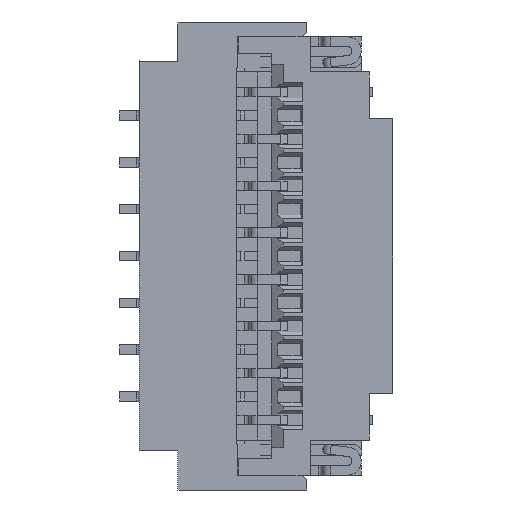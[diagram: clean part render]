
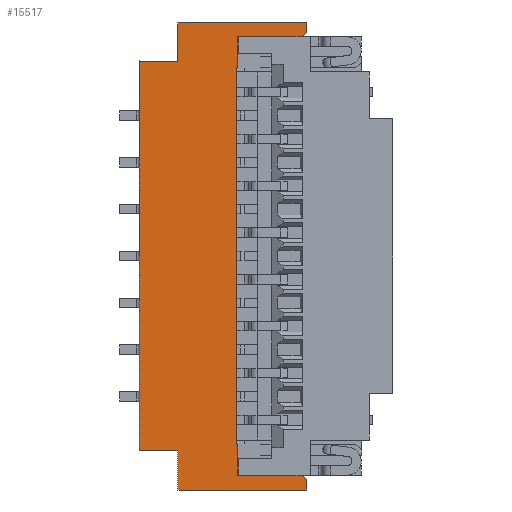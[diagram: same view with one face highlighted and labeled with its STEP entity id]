
A CAD part, front view. The second image highlights one B-rep face of the part: STEP entity #15517.
In plain terms, the highlighted planar face has unit normal (0, -1, 0).
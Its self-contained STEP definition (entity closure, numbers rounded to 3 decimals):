
#1359=FACE_OUTER_BOUND('',#2113,.T.);
#2113=EDGE_LOOP('',(#13565,#13566,#13567,#13568,#13569,#13570,#13571,#13572,
#13573,#13574,#13575,#13576,#13577,#13578,#13579,#13580,#13581,#13582));
#2270=LINE('',#20542,#4263);
#3005=LINE('',#22137,#4998);
#3020=LINE('',#22172,#5013);
#3027=LINE('',#22190,#5020);
#3033=LINE('',#22202,#5026);
#3043=LINE('',#22223,#5036);
#3070=LINE('',#22276,#5063);
#3071=LINE('',#22281,#5064);
#3294=LINE('',#22755,#5287);
#3476=LINE('',#23184,#5469);
#3633=LINE('',#23533,#5626);
#3707=LINE('',#23678,#5700);
#3716=LINE('',#23695,#5709);
#3920=LINE('',#24128,#5913);
#3999=LINE('',#24346,#5992);
#4001=LINE('',#24349,#5994);
#4003=LINE('',#24356,#5996);
#4004=LINE('',#24357,#5997);
#4263=VECTOR('',#16643,1.);
#4998=VECTOR('',#17860,1.);
#5013=VECTOR('',#17895,1.);
#5020=VECTOR('',#17916,1.);
#5026=VECTOR('',#17928,1.);
#5036=VECTOR('',#17954,1.);
#5063=VECTOR('',#18015,1.);
#5064=VECTOR('',#18022,1.);
#5287=VECTOR('',#18439,1.);
#5469=VECTOR('',#18863,1.);
#5626=VECTOR('',#19152,1.);
#5700=VECTOR('',#19252,1.);
#5709=VECTOR('',#19269,1.);
#5913=VECTOR('',#19725,1.);
#5992=VECTOR('',#19928,1.);
#5994=VECTOR('',#19932,1.);
#5996=VECTOR('',#19942,1.);
#5997=VECTOR('',#19943,1.);
#6255=VERTEX_POINT('',#20540);
#6256=VERTEX_POINT('',#20541);
#6861=VERTEX_POINT('',#22134);
#6862=VERTEX_POINT('',#22136);
#6872=VERTEX_POINT('',#22170);
#6878=VERTEX_POINT('',#22199);
#6879=VERTEX_POINT('',#22201);
#6882=VERTEX_POINT('',#22222);
#6892=VERTEX_POINT('',#22280);
#7046=VERTEX_POINT('',#22753);
#7171=VERTEX_POINT('',#23181);
#7172=VERTEX_POINT('',#23183);
#7298=VERTEX_POINT('',#23532);
#7353=VERTEX_POINT('',#23671);
#7356=VERTEX_POINT('',#23676);
#7463=VERTEX_POINT('',#24126);
#7527=VERTEX_POINT('',#24345);
#7528=VERTEX_POINT('',#24355);
#7704=EDGE_CURVE('',#6255,#6256,#2270,.T.);
#8504=EDGE_CURVE('',#6861,#6862,#3005,.T.);
#8521=EDGE_CURVE('',#6872,#6861,#3020,.T.);
#8530=EDGE_CURVE('',#6872,#6256,#3027,.T.);
#8536=EDGE_CURVE('',#6878,#6879,#3033,.T.);
#8547=EDGE_CURVE('',#6882,#6878,#3043,.T.);
#8575=EDGE_CURVE('',#6879,#6255,#3070,.T.);
#8576=EDGE_CURVE('',#6892,#6862,#3071,.T.);
#8815=EDGE_CURVE('',#7046,#6882,#3294,.T.);
#9027=EDGE_CURVE('',#7172,#7171,#3476,.T.);
#9202=EDGE_CURVE('',#7298,#6892,#3633,.T.);
#9276=EDGE_CURVE('',#7353,#7356,#3707,.T.);
#9285=EDGE_CURVE('',#7298,#7171,#3716,.T.);
#9501=EDGE_CURVE('',#7356,#7463,#3920,.T.);
#9605=EDGE_CURVE('',#7527,#7172,#3999,.T.);
#9607=EDGE_CURVE('',#7527,#7463,#4001,.T.);
#9609=EDGE_CURVE('',#7046,#7528,#4003,.T.);
#9610=EDGE_CURVE('',#7528,#7353,#4004,.T.);
#13565=ORIENTED_EDGE('',*,*,#9609,.T.);
#13566=ORIENTED_EDGE('',*,*,#9610,.T.);
#13567=ORIENTED_EDGE('',*,*,#9276,.T.);
#13568=ORIENTED_EDGE('',*,*,#9501,.T.);
#13569=ORIENTED_EDGE('',*,*,#9607,.F.);
#13570=ORIENTED_EDGE('',*,*,#9605,.T.);
#13571=ORIENTED_EDGE('',*,*,#9027,.T.);
#13572=ORIENTED_EDGE('',*,*,#9285,.F.);
#13573=ORIENTED_EDGE('',*,*,#9202,.T.);
#13574=ORIENTED_EDGE('',*,*,#8576,.T.);
#13575=ORIENTED_EDGE('',*,*,#8504,.F.);
#13576=ORIENTED_EDGE('',*,*,#8521,.F.);
#13577=ORIENTED_EDGE('',*,*,#8530,.T.);
#13578=ORIENTED_EDGE('',*,*,#7704,.F.);
#13579=ORIENTED_EDGE('',*,*,#8575,.F.);
#13580=ORIENTED_EDGE('',*,*,#8536,.F.);
#13581=ORIENTED_EDGE('',*,*,#8547,.F.);
#13582=ORIENTED_EDGE('',*,*,#8815,.F.);
#14795=PLANE('',#16443);
#15517=ADVANCED_FACE('',(#1359),#14795,.T.);
#16443=AXIS2_PLACEMENT_3D('',#24354,#19940,#19941);
#16643=DIRECTION('',(0.,0.,-1.));
#17860=DIRECTION('',(0.,0.,-1.));
#17895=DIRECTION('',(-1.,0.,0.));
#17916=DIRECTION('',(0.707,0.,0.707));
#17928=DIRECTION('',(0.,0.,1.));
#17954=DIRECTION('',(1.,0.,0.));
#18015=DIRECTION('',(1.,0.,0.));
#18022=DIRECTION('',(1.,0.,0.));
#18439=DIRECTION('',(0.,0.,1.));
#18863=DIRECTION('',(0.,0.,1.));
#19152=DIRECTION('',(0.,0.,1.));
#19252=DIRECTION('',(1.,0.,0.));
#19269=DIRECTION('',(1.,0.,0.));
#19725=DIRECTION('',(0.,0.,1.));
#19928=DIRECTION('',(-1.,0.,0.));
#19932=DIRECTION('',(0.707,0.,-0.707));
#19940=DIRECTION('center_axis',(0.,-1.,0.));
#19941=DIRECTION('ref_axis',(1.,0.,0.));
#19942=DIRECTION('',(1.,0.,0.));
#19943=DIRECTION('',(0.,0.,-1.));
#20540=CARTESIAN_POINT('',(2.982,-2.508,18.928));
#20541=CARTESIAN_POINT('',(2.982,-2.508,18.798));
#20542=CARTESIAN_POINT('',(2.982,-2.508,16.755));
#22134=CARTESIAN_POINT('',(2.099,-2.508,18.738));
#22136=CARTESIAN_POINT('',(2.099,-2.508,18.343));
#22137=CARTESIAN_POINT('',(2.099,-2.508,16.755));
#22170=CARTESIAN_POINT('',(2.922,-2.508,18.738));
#22172=CARTESIAN_POINT('',(3.682,-2.508,18.738));
#22190=CARTESIAN_POINT('',(3.682,-2.508,19.498));
#22199=CARTESIAN_POINT('',(1.332,-2.508,18.428));
#22201=CARTESIAN_POINT('',(1.332,-2.508,18.928));
#22202=CARTESIAN_POINT('',(1.332,-2.508,16.755));
#22222=CARTESIAN_POINT('',(0.832,-2.508,18.428));
#22223=CARTESIAN_POINT('',(3.682,-2.508,18.428));
#22276=CARTESIAN_POINT('',(3.682,-2.508,18.928));
#22280=CARTESIAN_POINT('',(2.082,-2.508,18.343));
#22281=CARTESIAN_POINT('',(3.682,-2.508,18.343));
#22753=CARTESIAN_POINT('',(0.832,-2.508,13.428));
#22755=CARTESIAN_POINT('',(0.832,-2.508,10.755));
#23181=CARTESIAN_POINT('',(2.099,-2.508,13.513));
#23183=CARTESIAN_POINT('',(2.099,-2.508,13.118));
#23184=CARTESIAN_POINT('',(2.099,-2.508,15.1));
#23532=CARTESIAN_POINT('',(2.082,-2.508,13.513));
#23533=CARTESIAN_POINT('',(2.082,-2.508,19.9));
#23671=CARTESIAN_POINT('',(1.332,-2.508,12.928));
#23676=CARTESIAN_POINT('',(2.982,-2.508,12.928));
#23678=CARTESIAN_POINT('',(3.682,-2.508,12.928));
#23695=CARTESIAN_POINT('',(3.682,-2.508,13.513));
#24126=CARTESIAN_POINT('',(2.982,-2.508,13.058));
#24128=CARTESIAN_POINT('',(2.982,-2.508,15.1));
#24345=CARTESIAN_POINT('',(2.922,-2.508,13.118));
#24346=CARTESIAN_POINT('',(3.682,-2.508,13.118));
#24349=CARTESIAN_POINT('',(3.682,-2.508,12.358));
#24354=CARTESIAN_POINT('Origin',(1.432,-2.508,16.605));
#24355=CARTESIAN_POINT('',(1.332,-2.508,13.428));
#24356=CARTESIAN_POINT('',(3.682,-2.508,13.428));
#24357=CARTESIAN_POINT('',(1.332,-2.508,15.1));
